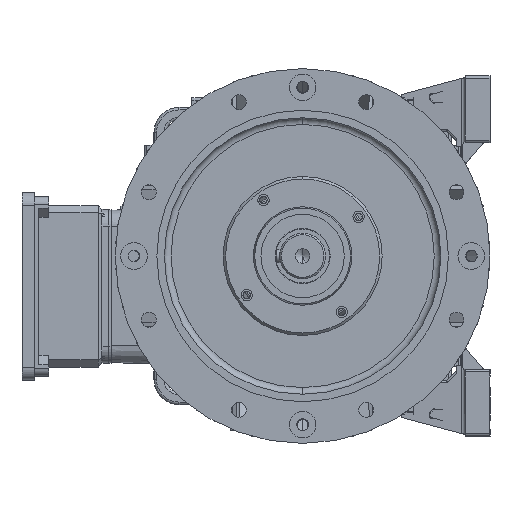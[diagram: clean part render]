
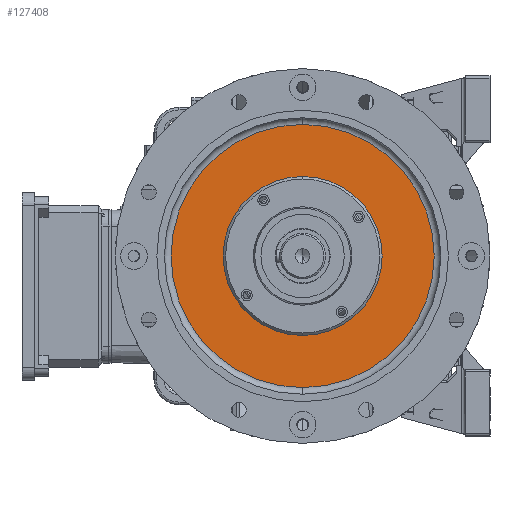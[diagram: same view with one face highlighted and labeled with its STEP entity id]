
A CAD part, left-side view. The second image highlights one B-rep face of the part: STEP entity #127408.
In plain terms, the highlighted planar face has unit normal (-1, 0, 0).
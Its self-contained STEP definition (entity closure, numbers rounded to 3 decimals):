
#7744 = EDGE_CURVE ( 'NONE', #158592, #134149, #152027, .T. ) ;
#13268 = DIRECTION ( 'NONE',  ( -1., 0., 0. ) ) ;
#17534 = FACE_BOUND ( 'NONE', #108383, .T. ) ;
#23323 = DIRECTION ( 'NONE',  ( -1., 0., 0. ) ) ;
#33992 = DIRECTION ( 'NONE',  ( 0., 0., -1. ) ) ;
#42604 = VERTEX_POINT ( 'NONE', #48181 ) ;
#42636 = EDGE_LOOP ( 'NONE', ( #171141, #74485 ) ) ;
#45310 = CARTESIAN_POINT ( 'NONE',  ( 19.5, 0., 0. ) ) ;
#48181 = CARTESIAN_POINT ( 'NONE',  ( 19.5, 0., -95.5 ) ) ;
#49345 = EDGE_CURVE ( 'NONE', #134149, #158592, #103224, .T. ) ;
#49443 = FACE_OUTER_BOUND ( 'NONE', #42636, .T. ) ;
#55648 = AXIS2_PLACEMENT_3D ( 'NONE', #199672, #58441, #184183 ) ;
#58441 = DIRECTION ( 'NONE',  ( -1., 0., 0. ) ) ;
#58643 = CARTESIAN_POINT ( 'NONE',  ( 19.5, 0., 0. ) ) ;
#59203 = EDGE_CURVE ( 'NONE', #42604, #110635, #118195, .T. ) ;
#74485 = ORIENTED_EDGE ( 'NONE', *, *, #49345, .T. ) ;
#76164 = DIRECTION ( 'NONE',  ( 0., 0., 1. ) ) ;
#92521 = EDGE_CURVE ( 'NONE', #110635, #42604, #146679, .T. ) ;
#94943 = CARTESIAN_POINT ( 'NONE',  ( 19.5, 0., -158. ) ) ;
#96611 = AXIS2_PLACEMENT_3D ( 'NONE', #45310, #198950, #108152 ) ;
#103224 = CIRCLE ( 'NONE', #96611, 158. ) ;
#103686 = CARTESIAN_POINT ( 'NONE',  ( 19.5, 0., 0. ) ) ;
#105964 = AXIS2_PLACEMENT_3D ( 'NONE', #58643, #13268, #76164 ) ;
#108152 = DIRECTION ( 'NONE',  ( 0., 0., 1. ) ) ;
#108383 = EDGE_LOOP ( 'NONE', ( #145185, #202688 ) ) ;
#110635 = VERTEX_POINT ( 'NONE', #116453 ) ;
#112320 = PLANE ( 'NONE',  #116026 ) ;
#116026 = AXIS2_PLACEMENT_3D ( 'NONE', #157736, #175152, #33992 ) ;
#116453 = CARTESIAN_POINT ( 'NONE',  ( 19.5, 0., 95.5 ) ) ;
#118195 = CIRCLE ( 'NONE', #55648, 95.5 ) ;
#120302 = AXIS2_PLACEMENT_3D ( 'NONE', #103686, #23323, #184066 ) ;
#127408 = ADVANCED_FACE ( 'NONE', ( #17534, #49443 ), #112320, .F. ) ;
#134149 = VERTEX_POINT ( 'NONE', #94943 ) ;
#145185 = ORIENTED_EDGE ( 'NONE', *, *, #59203, .F. ) ;
#146679 = CIRCLE ( 'NONE', #120302, 95.5 ) ;
#152027 = CIRCLE ( 'NONE', #105964, 158. ) ;
#157736 = CARTESIAN_POINT ( 'NONE',  ( 19.5, 158., 0. ) ) ;
#158592 = VERTEX_POINT ( 'NONE', #165775 ) ;
#165775 = CARTESIAN_POINT ( 'NONE',  ( 19.5, 0., 158. ) ) ;
#171141 = ORIENTED_EDGE ( 'NONE', *, *, #7744, .T. ) ;
#175152 = DIRECTION ( 'NONE',  ( 1., 0., 0. ) ) ;
#184066 = DIRECTION ( 'NONE',  ( 0., 0., 1. ) ) ;
#184183 = DIRECTION ( 'NONE',  ( 0., 0., 1. ) ) ;
#198950 = DIRECTION ( 'NONE',  ( -1., 0., 0. ) ) ;
#199672 = CARTESIAN_POINT ( 'NONE',  ( 19.5, 0., 0. ) ) ;
#202688 = ORIENTED_EDGE ( 'NONE', *, *, #92521, .F. ) ;
